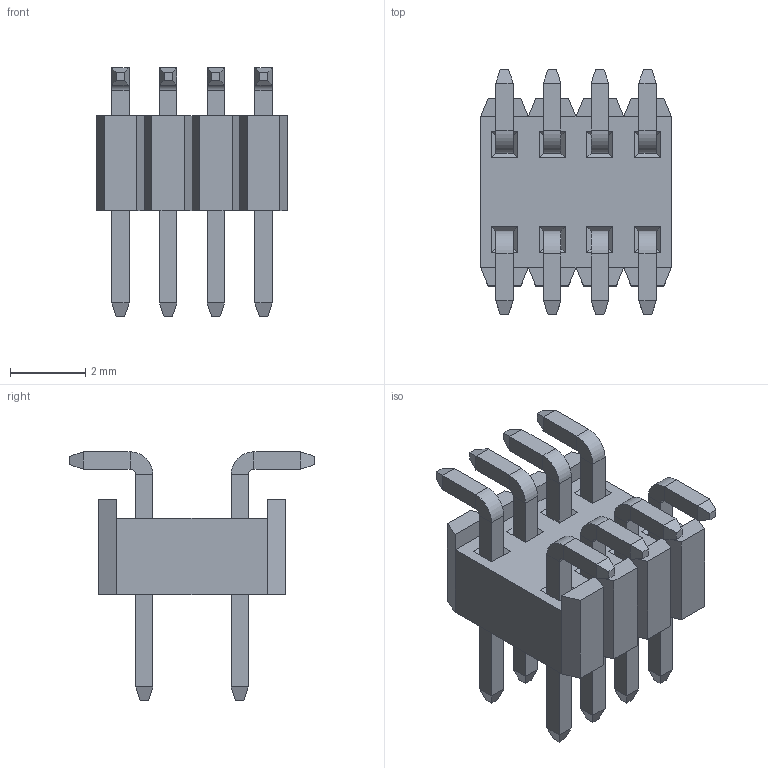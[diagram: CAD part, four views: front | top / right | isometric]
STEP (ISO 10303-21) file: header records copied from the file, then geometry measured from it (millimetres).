
FILE_DESCRIPTION(/* description */ (''),/* implementation_level */ '2;1');
FILE_NAME(/* name */ '7070-008-10-xx-xx.stp',/* time_stamp */ '2025-12-02T09:16:21+01:00',/* author */ ('andreas.larin'),/* organization */ (''),/* preprocessor_version */ 'ST-DEVELOPER v20',/* originating_system */ 'Autodesk Inventor 2025',/* authorisation */ '');
FILE_SCHEMA (('AUTOMOTIVE_DESIGN { 1 0 10303 214 3 1 1 }'));
Length unit declared in the file: millimetre
Products named in the file (1): 7070-008-10-xx-xx
Bounding box: 5.08 x 6.5 x 6.61 mm (x, y, z)
Volume: 62.1 mm3; surface area: 198.5 mm2
Topology: 1 solids, 1 shells, 272 faces, 602 edges, 348 vertices
Faces by surface type: plane 256, cylinder 16
Entity records: 7491 total; most frequent: CARTESIAN_POINT 1223, ORIENTED_EDGE 1204, DIRECTION 1180, EDGE_CURVE 602, LINE 570, VECTOR 570, VERTEX_POINT 348, AXIS2_PLACEMENT_3D 305
